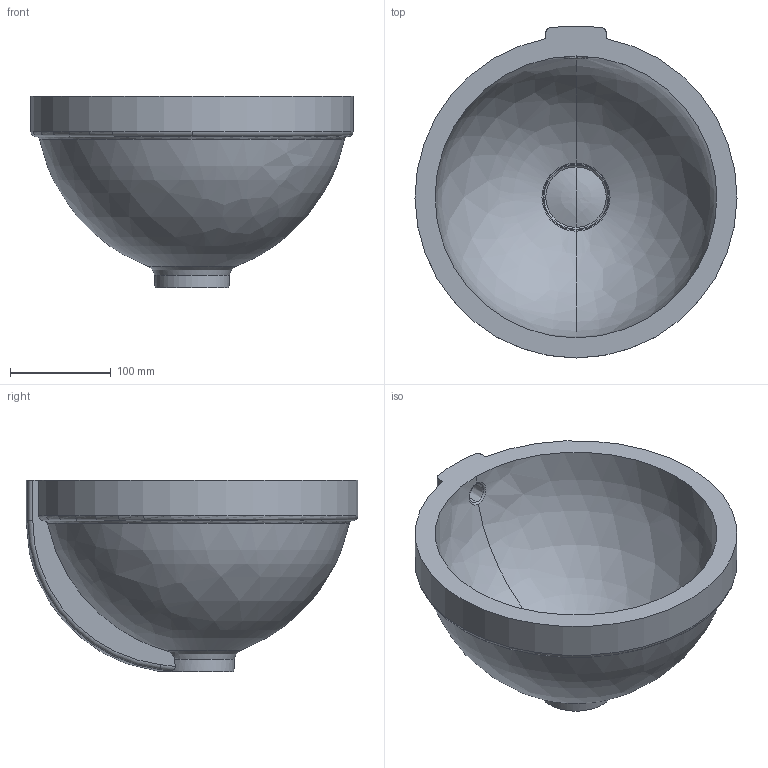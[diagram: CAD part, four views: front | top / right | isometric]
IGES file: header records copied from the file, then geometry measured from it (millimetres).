
Global section: file name: No Iges File Name specified; native system: AutoDesk Inventor R11.0; preprocessor: AutoDesk Inventor Iges Exporter R11.0; author: No Author specified; organization: No Organization specified; date: 20080116.123923; units: millimetre
Bounding box: 319.99 x 329.78 x 190 mm (x, y, z)
Volume: 3211291.5 mm3; surface area: 364944.4 mm2
Topology: 3 solids, 3 shells, 74 faces, 199 edges, 128 vertices
Faces by surface type: cylinder 20, plane 19, torus 12, revolution 11, bspline 9, cone 3
